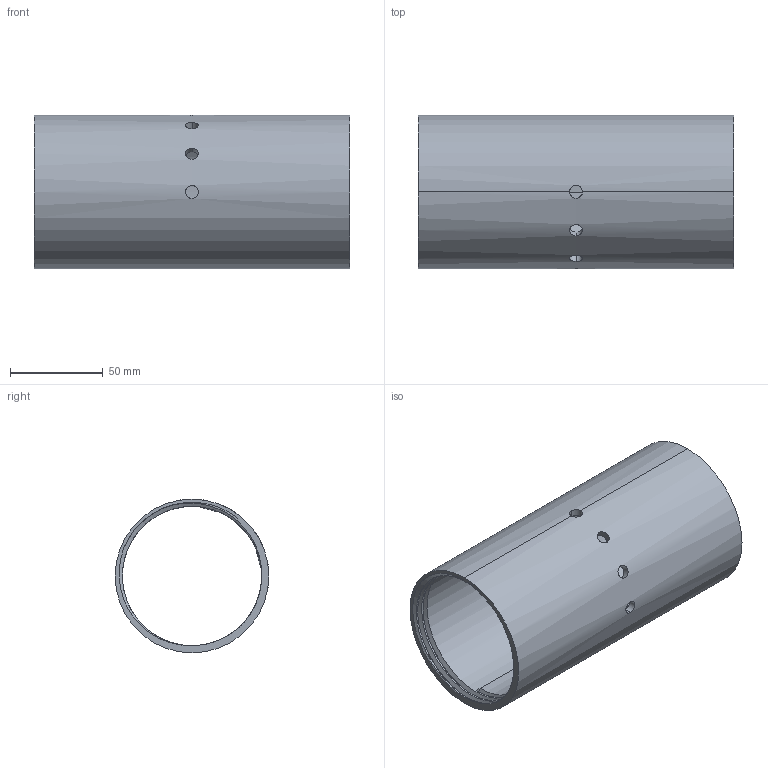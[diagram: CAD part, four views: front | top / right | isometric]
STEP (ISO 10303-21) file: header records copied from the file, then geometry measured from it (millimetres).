
FILE_DESCRIPTION (( 'STEP AP214' ), '1' );
FILE_NAME ('Electronics_Bay_Glassed.STEP', '2024-06-30T01:58:28', ( '' ), ( '' ), 'SwSTEP 2.0', 'SolidWorks 2024', '' );
FILE_SCHEMA (( 'AUTOMOTIVE_DESIGN' ));
Length unit declared in the file: centimetre
Products named in the file (1): Electronics_Bay_Glassed
Bounding box: 170 x 82.8 x 82.8 mm (x, y, z)
Volume: 158962.6 mm3; surface area: 89107.9 mm2
Topology: 1 solids, 1 shells, 32 faces, 90 edges, 58 vertices
Faces by surface type: cylinder 22, bspline 6, plane 4
Entity records: 3593 total; most frequent: CARTESIAN_POINT 2873, ORIENTED_EDGE 180, DIRECTION 98, EDGE_CURVE 90, VERTEX_POINT 58, EDGE_LOOP 40, AXIS2_PLACEMENT_3D 33, ADVANCED_FACE 32
